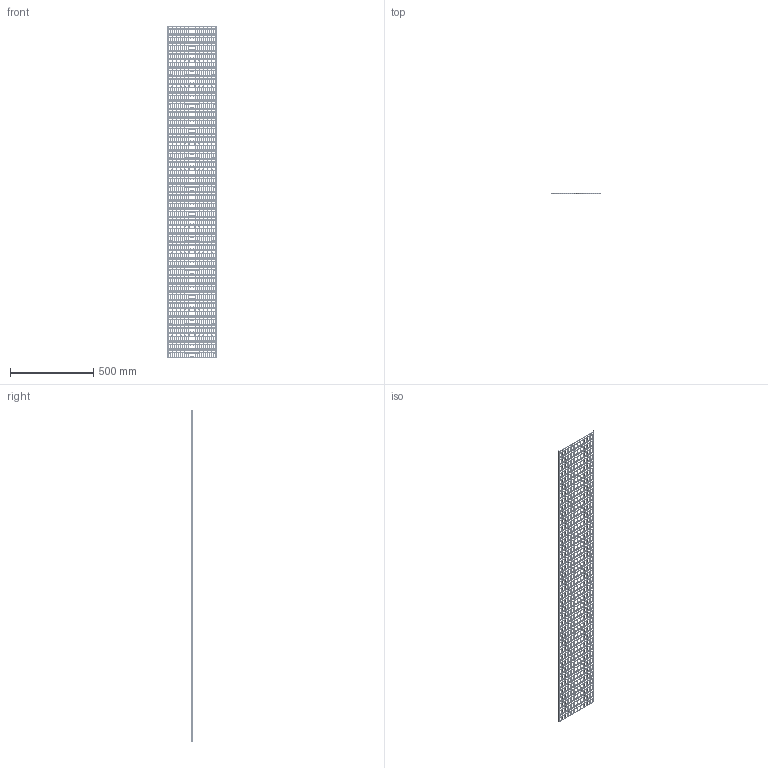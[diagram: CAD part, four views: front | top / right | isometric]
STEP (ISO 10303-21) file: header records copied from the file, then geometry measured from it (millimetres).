
FILE_DESCRIPTION (( 'STEP AP214' ), '1' );
FILE_NAME ('6046029.stp', '2017-03-28T11:54:20', ( '' ), ( '' ), 'SwSTEP 2.0', 'SolidWorks 2016', '' );
FILE_SCHEMA (( 'AUTOMOTIVE_DESIGN' ));
Length unit declared in the file: millimetre
Products named in the file (1): 6046029
Bounding box: 300 x 15 x 2000 mm (x, y, z)
Volume: 711811.6 mm3; surface area: 1055405.1 mm2
Topology: 1 solids, 1 shells, 6378 faces, 19128 edges, 12752 vertices
Faces by surface type: cylinder 3640, plane 2738
Entity records: 223186 total; most frequent: DIRECTION 39166, CARTESIAN_POINT 38259, ORIENTED_EDGE 38256, EDGE_CURVE 19128, AXIS2_PLACEMENT_3D 13659, VERTEX_POINT 12752, VECTOR 11848, LINE 11848
